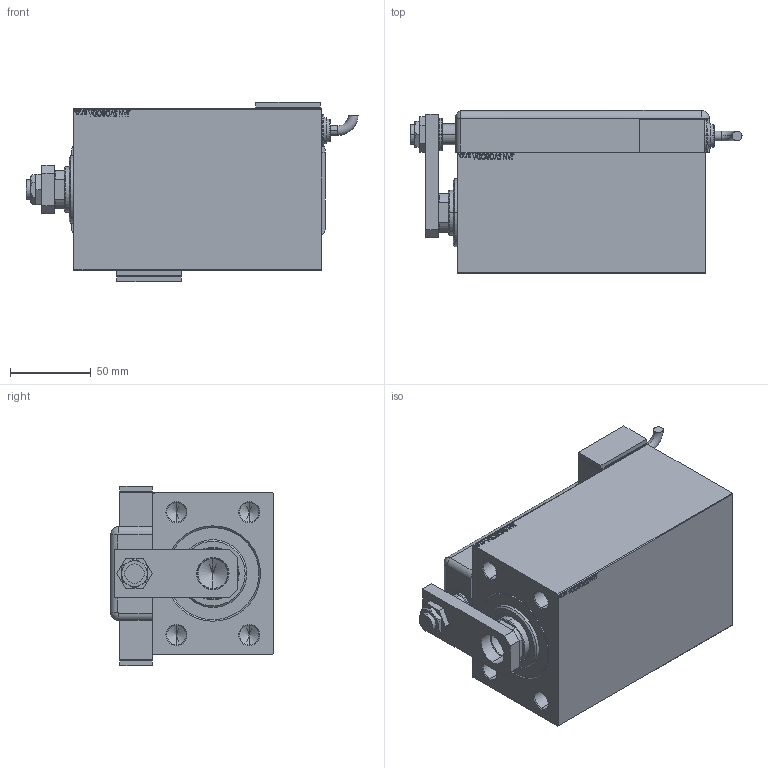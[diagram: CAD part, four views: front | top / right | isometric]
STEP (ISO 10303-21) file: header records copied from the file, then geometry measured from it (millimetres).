
FILE_DESCRIPTION (( 'STEP AP203' ), '1' );
FILE_NAME ('3b66.STEP', '2024-02-12T05:16:03', ( '' ), ( '' ), 'SwSTEP 2.0', 'SolidWorks 2019', '' );
FILE_SCHEMA (( 'CONFIG_CONTROL_DESIGN' ));
Length unit declared in the file: millimetre
Products named in the file (13): MAGNETIC SWITCH Q afc668f61d1608b5c21aa65e9b51ea2a; TYC afc668f61d1608b5c21aa65e9b51ea2a; V450CM_VC_B afc668f61d1608b5c21aa65e9b51ea2a; V450CM_B_VCP afc668f61d1608b5c21aa65e9b51ea2a; V450CM_B_Body afc668f61d1608b5c21aa65e9b51ea2a; SWITCH Q afc668f61d1608b5c21aa65e9b51ea2a; KRYT afc668f61d1608b5c21aa65e9b51ea2a; NUT_D19 afc668f61d1608b5c21aa65e9b51ea2a; SWITCH_Q_FRONT_BACK afc668f61d1608b5c21aa65e9b51ea2a; NUT_D13 afc668f61d1608b5c21aa65e9b51ea2a; SWITCH DIM A_G afc668f61d1608b5c21aa65e9b51ea2a; 3b66; ZARAZKA_Q afc668f61d1608b5c21aa65e9b51ea2a
Assembly tree (13 placements, depth 3):
  3b66
    V450CM_B_Body afc668f61d1608b5c21aa65e9b51ea2a
    V450CM_B_VCP afc668f61d1608b5c21aa65e9b51ea2a
    V450CM_VC_B afc668f61d1608b5c21aa65e9b51ea2a
    MAGNETIC SWITCH Q afc668f61d1608b5c21aa65e9b51ea2a
      SWITCH_Q_FRONT_BACK afc668f61d1608b5c21aa65e9b51ea2a
      TYC afc668f61d1608b5c21aa65e9b51ea2a
      ZARAZKA_Q afc668f61d1608b5c21aa65e9b51ea2a
      SWITCH DIM A_G afc668f61d1608b5c21aa65e9b51ea2a
      NUT_D19 afc668f61d1608b5c21aa65e9b51ea2a
      NUT_D13 afc668f61d1608b5c21aa65e9b51ea2a
      KRYT afc668f61d1608b5c21aa65e9b51ea2a
      SWITCH Q afc668f61d1608b5c21aa65e9b51ea2a  x2
Bounding box: 205.46 x 100.8 x 111 mm (x, y, z)
Volume: 1184971.8 mm3; surface area: 195249.2 mm2
Topology: 13 solids, 13 shells, 1268 faces, 3214 edges, 2103 vertices
Faces by surface type: plane 608, bspline 471, cylinder 111, cone 54, torus 22, sphere 2
Entity records: 60247 total; most frequent: CARTESIAN_POINT 32283, ORIENTED_EDGE 6200, DIRECTION 3958, EDGE_CURVE 3100, VERTEX_POINT 2043, LINE 1854, VECTOR 1854, EDGE_LOOP 1395
